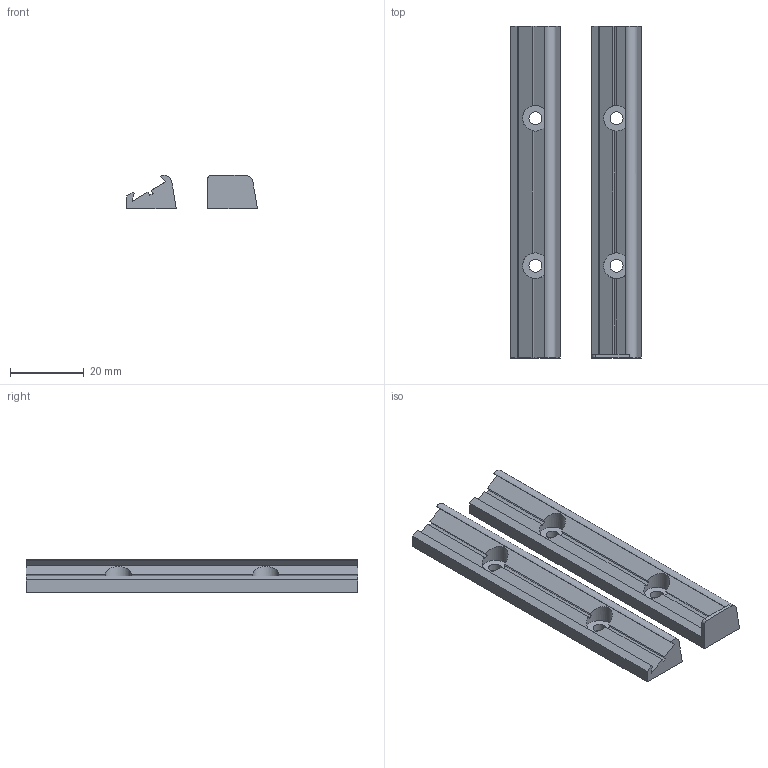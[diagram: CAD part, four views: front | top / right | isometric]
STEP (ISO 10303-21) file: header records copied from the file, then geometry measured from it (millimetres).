
FILE_DESCRIPTION(/* description */ (''),/* implementation_level */ '2;1');
FILE_NAME(/* name */ 'LED_ramp v2.step',/* time_stamp */ '2023-03-24T12:50:07-08:00',/* author */ (''),/* organization */ (''),/* preprocessor_version */ 'ST-DEVELOPER v19.2',/* originating_system */ 'Autodesk Translation Framework v11.17.0.187',/* authorisation */ '');
FILE_SCHEMA (('AUTOMOTIVE_DESIGN { 1 0 10303 214 3 1 1 }'));
Length unit declared in the file: millimetre
Products named in the file (1): LED_ramp
Bounding box: 35.5 x 90 x 8.98 mm (x, y, z)
Volume: 11666.6 mm3; surface area: 9125.1 mm2
Topology: 2 solids, 2 shells, 59 faces, 165 edges, 110 vertices
Faces by surface type: plane 48, cylinder 11
Full cylindrical faces by diameter (mm): 3.5 x4, 7 x4
Entity records: 1962 total; most frequent: DIRECTION 340, CARTESIAN_POINT 335, ORIENTED_EDGE 330, EDGE_CURVE 165, AXIS2_PLACEMENT_3D 115, LINE 110, VECTOR 110, VERTEX_POINT 110
